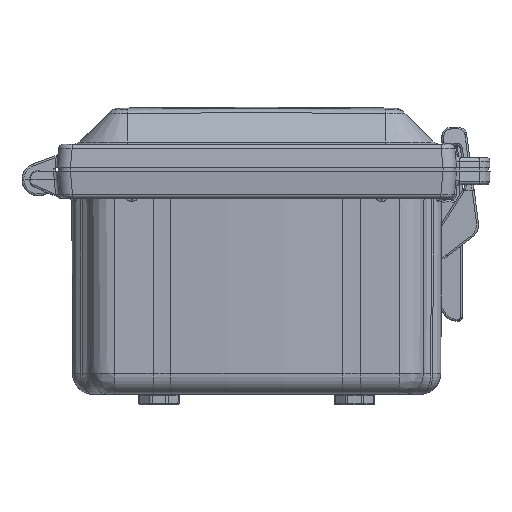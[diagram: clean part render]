
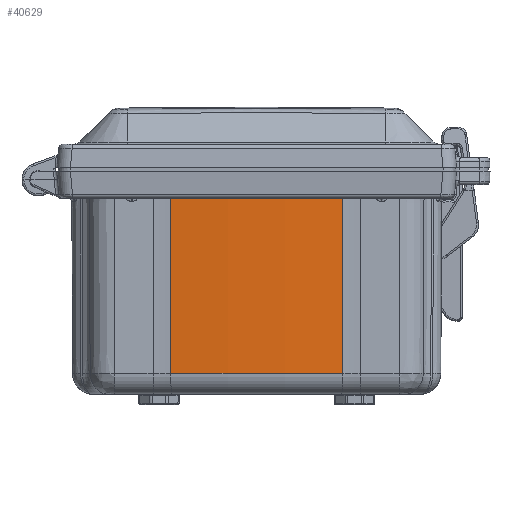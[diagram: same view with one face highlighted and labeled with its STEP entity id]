
A CAD part, front view. The second image highlights one B-rep face of the part: STEP entity #40629.
In plain terms, the highlighted conical face has half-angle 0.25 degrees and reference radius 622.875 mm.
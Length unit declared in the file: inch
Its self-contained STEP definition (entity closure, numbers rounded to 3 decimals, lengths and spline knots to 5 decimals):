
#123=CONICAL_SURFACE($,#43817,24.52262,0.25);
#4582=FACE_OUTER_BOUND($,#7394,.T.);
#7394=EDGE_LOOP($,(#28782,#28783,#28784,#28785));
#10200=CIRCLE($,#43364,24.51488);
#10461=CIRCLE($,#43818,24.53036);
#12952=LINE($,#68465,#15090);
#12953=LINE($,#68469,#15091);
#15090=VECTOR($,#49658,3.54702);
#15091=VECTOR($,#49663,3.54702);
#17338=VERTEX_POINT($,#62606);
#17339=VERTEX_POINT($,#62610);
#17609=VERTEX_POINT($,#68463);
#17610=VERTEX_POINT($,#68467);
#21156=EDGE_CURVE($,#17338,#17339,#10200,.T.);
#21691=EDGE_CURVE($,#17338,#17609,#12952,.T.);
#21692=EDGE_CURVE($,#17609,#17610,#10461,.T.);
#21693=EDGE_CURVE($,#17339,#17610,#12953,.T.);
#28782=ORIENTED_EDGE($,*,*,#21156,.F.);
#28783=ORIENTED_EDGE($,*,*,#21691,.T.);
#28784=ORIENTED_EDGE($,*,*,#21692,.T.);
#28785=ORIENTED_EDGE($,*,*,#21693,.F.);
#40629=ADVANCED_FACE($,(#4582),#123,.T.);
#43364=AXIS2_PLACEMENT_3D($,#62611,#48580,#48581);
#43817=AXIS2_PLACEMENT_3D($,#68466,#49659,#49660);
#43818=AXIS2_PLACEMENT_3D($,#68468,#49661,#49662);
#48580=DIRECTION('center_axis',(0.,-1.,0.));
#48581=DIRECTION('ref_axis',(0.998,0.,-0.065));
#49658=DIRECTION($,(0.004,1.,0.));
#49659=DIRECTION('center_axis',(0.,1.,0.));
#49660=DIRECTION('ref_axis',(1.,0.,0.));
#49661=DIRECTION('center_axis',(0.,-1.,0.));
#49662=DIRECTION('ref_axis',(0.998,0.,-0.065));
#49663=DIRECTION($,(0.004,1.,0.));
#62606=CARTESIAN_POINT('',(4.13425,-3.7517,-1.59409));
#62610=CARTESIAN_POINT('',(4.13425,-3.7517,1.59409));
#62611=CARTESIAN_POINT('Origin',(-20.32875,-3.7517,0.));
#68463=CARTESIAN_POINT('',(4.14969,-0.20472,-1.5951));
#68465=CARTESIAN_POINT($,(4.13425,-3.7517,-1.59409));
#68466=CARTESIAN_POINT('Origin',(-20.32875,-1.97821,0.));
#68467=CARTESIAN_POINT('',(4.14969,-0.20472,1.5951));
#68468=CARTESIAN_POINT('Origin',(-20.32875,-0.20472,0.));
#68469=CARTESIAN_POINT($,(4.13425,-3.7517,1.59409));
